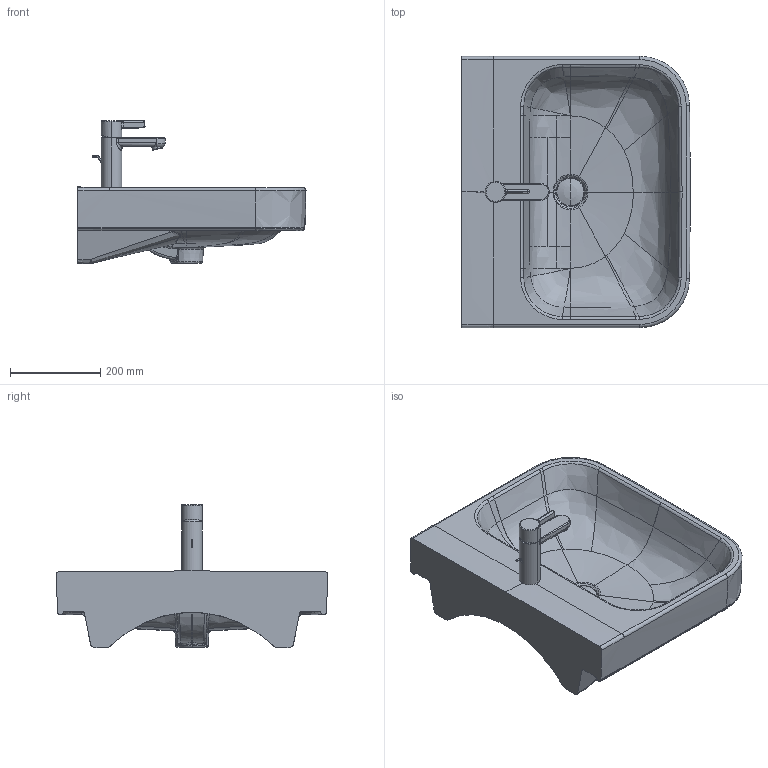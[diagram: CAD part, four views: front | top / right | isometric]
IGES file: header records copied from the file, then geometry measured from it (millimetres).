
Global section: file name: No Iges File Name specified; native system: Autodesk Inventor 2011; preprocessor: AutoDesk Inventor Iges Exporter R2011; author: Administrator; date: 20160606.204435; units: millimetre
Bounding box: 504.72 x 599.81 x 316.5 mm (x, y, z)
Volume: 13506319.4 mm3; surface area: 1102740.4 mm2
Topology: 7 solids, 7 shells, 493 faces, 1229 edges, 737 vertices
Faces by surface type: bspline 264, plane 75, revolution 59, cylinder 59, torus 27, cone 5, sphere 4
